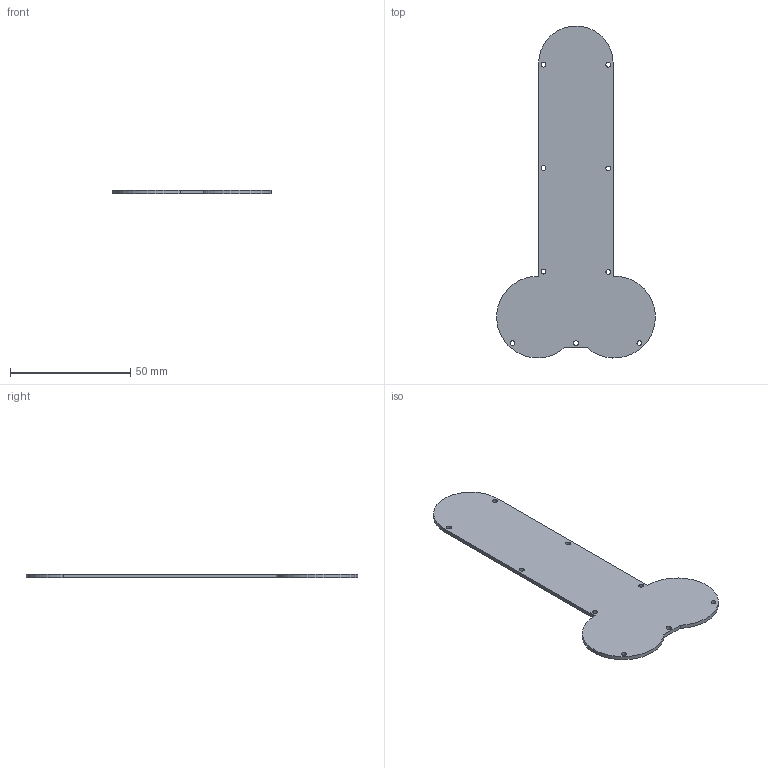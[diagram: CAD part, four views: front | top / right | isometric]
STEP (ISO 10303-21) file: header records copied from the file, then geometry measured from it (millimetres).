
FILE_DESCRIPTION(('FreeCAD Model'),'2;1');
FILE_NAME('The Richard Bottom Plate.step', '2021-06-10T13:45:57',('Author'),(''), 'Open CASCADE STEP processor 7.3','FreeCAD','Unknown');
FILE_SCHEMA(('AUTOMOTIVE_DESIGN { 1 0 10303 214 1 1 1 1 }'));
Length unit declared in the file: millimetre
Products named in the file (6): PR-BottomCase; Board_Geoms_8dec; Local_CS_8dec; Pcb_8dec; PCB_Sketch_8dec; Step_Models_8dec
Assembly tree (5 placements, depth 3):
  PR-BottomCase
    Board_Geoms_8dec
      Local_CS_8dec
      Pcb_8dec
      PCB_Sketch_8dec
    Step_Models_8dec
Bounding box: 65.92 x 138.13 x 1.6 mm (x, y, z)
Volume: 8038.3 mm3; surface area: 10726.8 mm2
Topology: 1 solids, 1 shells, 17 faces, 60 edges, 51 vertices
Faces by surface type: cylinder 12, plane 5
Full cylindrical faces by diameter (mm): 2 x9
Entity records: 909 total; most frequent: CARTESIAN_POINT 143, DIRECTION 142, ORIENTED_EDGE 90, AXIS2_PLACEMENT_3D 59, EDGE_CURVE 45, CIRCLE 36, FACE_BOUND 35, EDGE_LOOP 35
